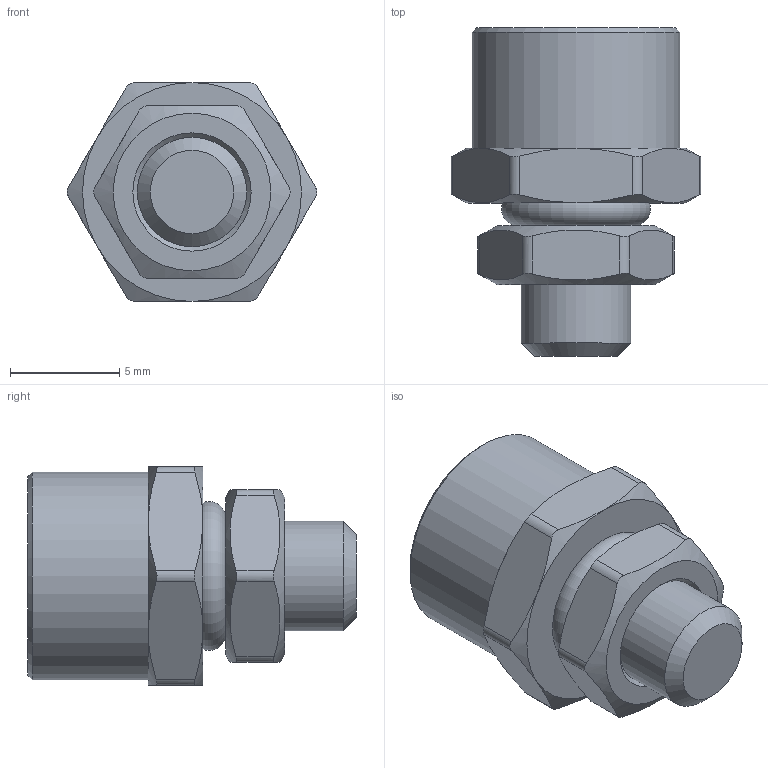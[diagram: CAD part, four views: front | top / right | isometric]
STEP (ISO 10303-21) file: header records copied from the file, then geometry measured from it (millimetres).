
FILE_DESCRIPTION(/* description */ (''),/* implementation_level */ '2;1');
FILE_NAME(/* name */ '',/* time_stamp */ '2024-02-06T15:22:25+07:00',/* author */ ('zeta-09'),/* organization */ (''),/* preprocessor_version */ 'ST-DEVELOPER v19.2',/* originating_system */ 'Autodesk Inventor 2024',/* authorisation */ '');
FILE_SCHEMA (('AUTOMOTIVE_DESIGN { 1 0 10303 214 3 1 1 }'));
Length unit declared in the file: millimetre
Products named in the file (1): Деталь21
Bounding box: 11.39 x 15 x 10 mm (x, y, z)
Volume: 840.6 mm3; surface area: 601.4 mm2
Topology: 1 solids, 1 shells, 50 faces, 120 edges, 76 vertices
Faces by surface type: plane 18, cone 17, cylinder 14, torus 1
Full cylindrical faces by diameter (mm): 5 x1, 9.5 x1
Entity records: 1685 total; most frequent: CARTESIAN_POINT 537, ORIENTED_EDGE 240, DIRECTION 187, EDGE_CURVE 120, AXIS2_PLACEMENT_3D 78, VERTEX_POINT 76, EDGE_LOOP 54, STYLED_ITEM 51
